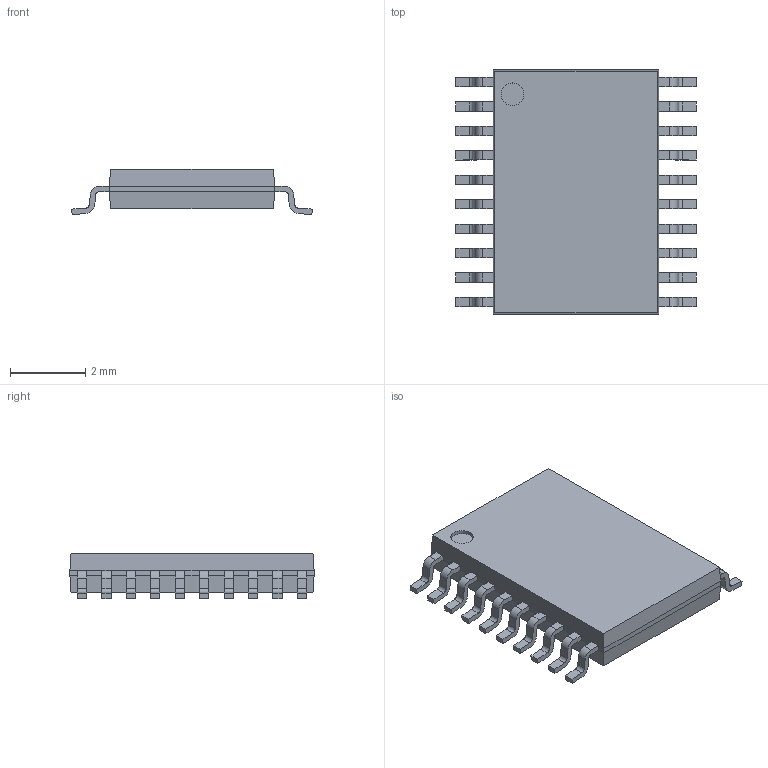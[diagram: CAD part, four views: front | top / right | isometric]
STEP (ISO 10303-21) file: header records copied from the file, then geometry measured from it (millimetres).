
FILE_DESCRIPTION(/* description */ (''),/* implementation_level */ '2;1');
FILE_NAME(/* name */ '20-TSSOP.step',/* time_stamp */ '2021-08-13T02:20:22+08:00',/* author */ (''),/* organization */ (''),/* preprocessor_version */ 'ST-DEVELOPER v18.1',/* originating_system */ 'Autodesk Translation Framework v10.9.0.1377',/* authorisation */ '');
FILE_SCHEMA (('AUTOMOTIVE_DESIGN { 1 0 10303 214 3 1 1 }'));
Length unit declared in the file: millimetre
Products named in the file (1): (Unsaved)
Bounding box: 6.4 x 6.5 x 1.2 mm (x, y, z)
Volume: 30.7 mm3; surface area: 102.2 mm2
Topology: 21 solids, 21 shells, 296 faces, 751 edges, 498 vertices
Faces by surface type: plane 215, cylinder 81
Full cylindrical faces by diameter (mm): 0.6 x1
Entity records: 8901 total; most frequent: CARTESIAN_POINT 1546, DIRECTION 1507, ORIENTED_EDGE 1502, EDGE_CURVE 751, LINE 589, VECTOR 589, VERTEX_POINT 498, AXIS2_PLACEMENT_3D 459
